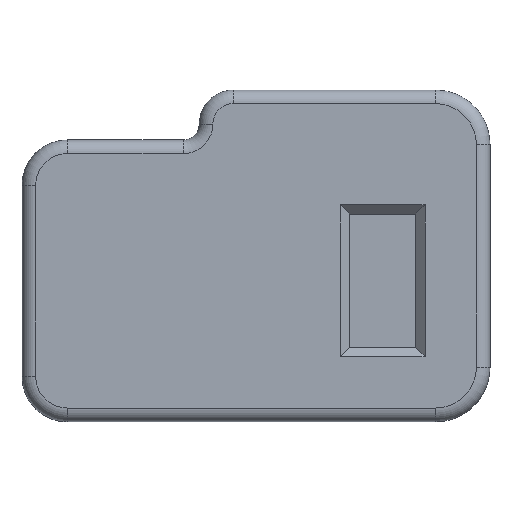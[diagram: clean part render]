
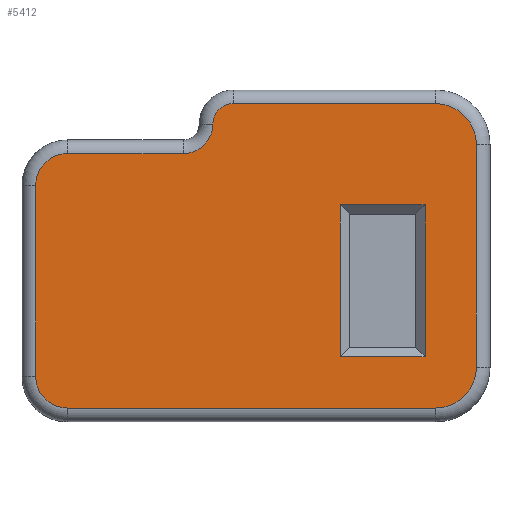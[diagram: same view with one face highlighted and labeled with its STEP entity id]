
A CAD part, top view. The second image highlights one B-rep face of the part: STEP entity #5412.
In plain terms, the highlighted planar face has unit normal (0, 0, 1).
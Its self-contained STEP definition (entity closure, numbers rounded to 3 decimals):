
#57=FACE_BOUND('',#1873,.T.);
#168=PLANE('',#5932);
#547=LINE('',#9118,#1039);
#550=LINE('',#9123,#1042);
#553=LINE('',#9128,#1045);
#554=LINE('',#9130,#1046);
#555=LINE('',#9134,#1047);
#556=LINE('',#9138,#1048);
#557=LINE('',#9144,#1049);
#558=LINE('',#9148,#1050);
#559=LINE('',#9152,#1051);
#1039=VECTOR('',#7258,10.);
#1042=VECTOR('',#7263,10.);
#1045=VECTOR('',#7268,10.);
#1046=VECTOR('',#7271,10.);
#1047=VECTOR('',#7274,10.);
#1048=VECTOR('',#7277,10.);
#1049=VECTOR('',#7282,10.);
#1050=VECTOR('',#7285,10.);
#1051=VECTOR('',#7288,10.);
#1529=FACE_OUTER_BOUND('',#1872,.T.);
#1872=EDGE_LOOP('',(#4626,#4627,#4628,#4629,#4630,#4631,#4632,#4633,#4634,
#4635,#4636));
#1873=EDGE_LOOP('',(#4637,#4638,#4639,#4640));
#2192=CIRCLE('',#5933,9.);
#2193=CIRCLE('',#5934,4.5);
#2194=CIRCLE('',#5935,6.5);
#2195=CIRCLE('',#5936,7.);
#2196=CIRCLE('',#5937,7.);
#2197=CIRCLE('',#5938,9.);
#2614=VERTEX_POINT('',#9116);
#2615=VERTEX_POINT('',#9117);
#2616=VERTEX_POINT('',#9122);
#2617=VERTEX_POINT('',#9126);
#2618=VERTEX_POINT('',#9132);
#2619=VERTEX_POINT('',#9133);
#2620=VERTEX_POINT('',#9135);
#2621=VERTEX_POINT('',#9137);
#2622=VERTEX_POINT('',#9139);
#2623=VERTEX_POINT('',#9141);
#2624=VERTEX_POINT('',#9143);
#2625=VERTEX_POINT('',#9145);
#2626=VERTEX_POINT('',#9147);
#2627=VERTEX_POINT('',#9149);
#2628=VERTEX_POINT('',#9151);
#3303=EDGE_CURVE('',#2614,#2615,#547,.T.);
#3306=EDGE_CURVE('',#2615,#2616,#550,.T.);
#3309=EDGE_CURVE('',#2617,#2614,#553,.T.);
#3310=EDGE_CURVE('',#2616,#2617,#554,.T.);
#3311=EDGE_CURVE('',#2618,#2619,#555,.T.);
#3312=EDGE_CURVE('',#2620,#2618,#2192,.T.);
#3313=EDGE_CURVE('',#2621,#2620,#556,.T.);
#3314=EDGE_CURVE('',#2622,#2621,#2193,.T.);
#3315=EDGE_CURVE('',#2623,#2622,#2194,.T.);
#3316=EDGE_CURVE('',#2624,#2623,#557,.T.);
#3317=EDGE_CURVE('',#2625,#2624,#2195,.T.);
#3318=EDGE_CURVE('',#2626,#2625,#558,.T.);
#3319=EDGE_CURVE('',#2627,#2626,#2196,.T.);
#3320=EDGE_CURVE('',#2628,#2627,#559,.T.);
#3321=EDGE_CURVE('',#2619,#2628,#2197,.T.);
#4626=ORIENTED_EDGE('',*,*,#3311,.F.);
#4627=ORIENTED_EDGE('',*,*,#3312,.F.);
#4628=ORIENTED_EDGE('',*,*,#3313,.F.);
#4629=ORIENTED_EDGE('',*,*,#3314,.F.);
#4630=ORIENTED_EDGE('',*,*,#3315,.F.);
#4631=ORIENTED_EDGE('',*,*,#3316,.F.);
#4632=ORIENTED_EDGE('',*,*,#3317,.F.);
#4633=ORIENTED_EDGE('',*,*,#3318,.F.);
#4634=ORIENTED_EDGE('',*,*,#3319,.F.);
#4635=ORIENTED_EDGE('',*,*,#3320,.F.);
#4636=ORIENTED_EDGE('',*,*,#3321,.F.);
#4637=ORIENTED_EDGE('',*,*,#3303,.F.);
#4638=ORIENTED_EDGE('',*,*,#3309,.F.);
#4639=ORIENTED_EDGE('',*,*,#3310,.F.);
#4640=ORIENTED_EDGE('',*,*,#3306,.F.);
#5412=ADVANCED_FACE('',(#1529,#57),#168,.T.);
#5932=AXIS2_PLACEMENT_3D('',#9131,#7272,#7273);
#5933=AXIS2_PLACEMENT_3D('',#9136,#7275,#7276);
#5934=AXIS2_PLACEMENT_3D('',#9140,#7278,#7279);
#5935=AXIS2_PLACEMENT_3D('',#9142,#7280,#7281);
#5936=AXIS2_PLACEMENT_3D('',#9146,#7283,#7284);
#5937=AXIS2_PLACEMENT_3D('',#9150,#7286,#7287);
#5938=AXIS2_PLACEMENT_3D('',#9153,#7289,#7290);
#7258=DIRECTION('',(0.,-1.,0.));
#7263=DIRECTION('',(1.,0.,0.));
#7268=DIRECTION('',(-1.,0.,0.));
#7271=DIRECTION('',(0.,1.,0.));
#7272=DIRECTION('center_axis',(0.,0.,1.));
#7273=DIRECTION('ref_axis',(-1.,0.,0.));
#7274=DIRECTION('',(0.,-1.,0.));
#7275=DIRECTION('center_axis',(0.,0.,-1.));
#7276=DIRECTION('ref_axis',(0.707,0.707,0.));
#7277=DIRECTION('',(1.,0.,0.));
#7278=DIRECTION('center_axis',(0.,0.,-1.));
#7279=DIRECTION('ref_axis',(-0.707,0.707,0.));
#7280=DIRECTION('center_axis',(0.,0.,1.));
#7281=DIRECTION('ref_axis',(0.707,-0.707,0.));
#7282=DIRECTION('',(1.,0.,0.));
#7283=DIRECTION('center_axis',(0.,0.,-1.));
#7284=DIRECTION('ref_axis',(-0.707,0.707,0.));
#7285=DIRECTION('',(0.,1.,0.));
#7286=DIRECTION('center_axis',(0.,0.,-1.));
#7287=DIRECTION('ref_axis',(-0.707,-0.707,0.));
#7288=DIRECTION('',(-1.,0.,0.));
#7289=DIRECTION('center_axis',(0.,0.,-1.));
#7290=DIRECTION('ref_axis',(0.707,-0.707,0.));
#9116=CARTESIAN_POINT('',(61.,38.71,20.));
#9117=CARTESIAN_POINT('',(61.,5.29,20.));
#9118=CARTESIAN_POINT('',(61.,17.395,20.));
#9122=CARTESIAN_POINT('',(79.7,5.29,20.));
#9123=CARTESIAN_POINT('',(60.1,5.29,20.));
#9126=CARTESIAN_POINT('',(79.7,38.71,20.));
#9128=CARTESIAN_POINT('',(52.75,38.71,20.));
#9130=CARTESIAN_POINT('',(79.7,32.105,20.));
#9131=CARTESIAN_POINT('Origin',(42.5,27.5,20.));
#9132=CARTESIAN_POINT('',(91.,52.,20.));
#9133=CARTESIAN_POINT('',(91.,3.,20.));
#9134=CARTESIAN_POINT('',(91.,15.25,20.));
#9135=CARTESIAN_POINT('',(82.,61.,20.));
#9136=CARTESIAN_POINT('Origin',(82.,52.,20.));
#9137=CARTESIAN_POINT('',(37.5,61.,20.));
#9138=CARTESIAN_POINT('',(62.25,61.,20.));
#9139=CARTESIAN_POINT('',(33.,56.5,20.));
#9140=CARTESIAN_POINT('Origin',(37.5,56.5,20.));
#9141=CARTESIAN_POINT('',(26.5,50.,20.));
#9142=CARTESIAN_POINT('Origin',(26.5,56.5,20.));
#9143=CARTESIAN_POINT('',(1.,50.,20.));
#9144=CARTESIAN_POINT('',(34.5,50.,20.));
#9145=CARTESIAN_POINT('',(-6.,43.,20.));
#9146=CARTESIAN_POINT('Origin',(1.,43.,20.));
#9147=CARTESIAN_POINT('',(-6.,1.,20.));
#9148=CARTESIAN_POINT('',(-6.,35.25,20.));
#9149=CARTESIAN_POINT('',(1.,-6.,20.));
#9150=CARTESIAN_POINT('Origin',(1.,1.,20.));
#9151=CARTESIAN_POINT('',(82.,-6.,20.));
#9152=CARTESIAN_POINT('',(21.75,-6.,20.));
#9153=CARTESIAN_POINT('Origin',(82.,3.,20.));
